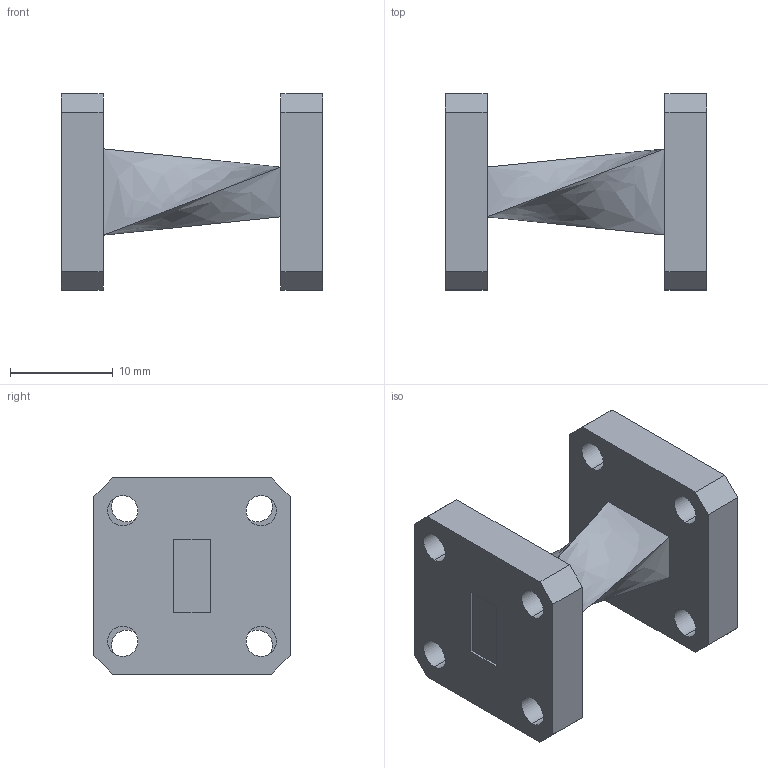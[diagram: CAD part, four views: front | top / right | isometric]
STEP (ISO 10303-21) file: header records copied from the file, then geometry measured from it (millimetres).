
FILE_DESCRIPTION (( 'STEP AP203' ), '1' );
FILE_NAME ('Defeatured SWB-28090-TB-1.0.STEP', '2020-12-15T20:40:52', ( '' ), ( '' ), 'SwSTEP 2.0', 'SolidWorks 2020', '' );
FILE_SCHEMA (( 'CONFIG_CONTROL_DESIGN' ));
Length unit declared in the file: inch
Products named in the file (1): Defeatured SWB-28090-TB-1.0
Bounding box: 25.4 x 19.05 x 19.05 mm (x, y, z)
Volume: 3129.5 mm3; surface area: 2591.8 mm2
Topology: 2 solids, 2 shells, 51 faces, 132 edges, 88 vertices
Faces by surface type: plane 31, cylinder 16, bspline 4
Entity records: 1699 total; most frequent: CARTESIAN_POINT 316, ORIENTED_EDGE 264, DIRECTION 260, EDGE_CURVE 132, LINE 100, VECTOR 100, VERTEX_POINT 88, AXIS2_PLACEMENT_3D 80
